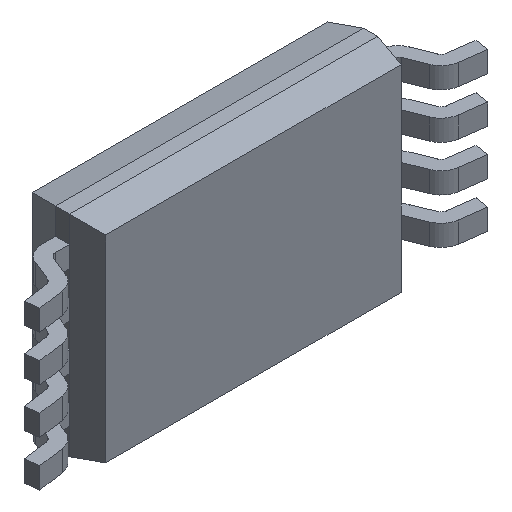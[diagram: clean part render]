
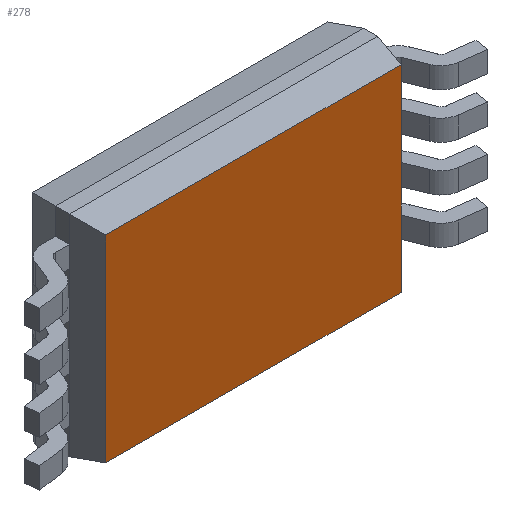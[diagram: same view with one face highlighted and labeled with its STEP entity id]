
A CAD part, isometric view. The second image highlights one B-rep face of the part: STEP entity #278.
In plain terms, the highlighted planar face has unit normal (0, -1, 0).
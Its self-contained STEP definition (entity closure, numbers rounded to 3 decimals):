
#260 = EDGE_LOOP ( 'NONE', ( #279, #307, #315, #318 ) ) ;
#278 = ADVANCED_FACE ( 'NONE', ( #2299 ), #2284, .T. ) ;
#279 = ORIENTED_EDGE ( 'NONE', *, *, #304, .T. ) ;
#304 = EDGE_CURVE ( 'NONE', #305, #306, #2406, .T. ) ;
#305 = VERTEX_POINT ( 'NONE', #2402 ) ;
#306 = VERTEX_POINT ( 'NONE', #2401 ) ;
#307 = ORIENTED_EDGE ( 'NONE', *, *, #308, .T. ) ;
#308 = EDGE_CURVE ( 'NONE', #306, #309, #2400, .T. ) ;
#309 = VERTEX_POINT ( 'NONE', #2396 ) ;
#315 = ORIENTED_EDGE ( 'NONE', *, *, #316, .T. ) ;
#316 = EDGE_CURVE ( 'NONE', #309, #317, #2387, .T. ) ;
#317 = VERTEX_POINT ( 'NONE', #2383 ) ;
#318 = ORIENTED_EDGE ( 'NONE', *, *, #319, .T. ) ;
#319 = EDGE_CURVE ( 'NONE', #317, #305, #2381, .T. ) ;
#2282 = CARTESIAN_POINT ( 'NONE',  ( -2.2, 0.15, -1.5 ) ) ;
#2283 = AXIS2_PLACEMENT_3D ( 'NONE', #2282, #2338, #2337 ) ;
#2284 = PLANE ( 'NONE',  #2283 ) ;
#2299 = FACE_OUTER_BOUND ( 'NONE', #260, .T. ) ;
#2337 = DIRECTION ( 'NONE',  ( 0., 0., -1. ) ) ;
#2338 = DIRECTION ( 'NONE',  ( 0., -1., 0. ) ) ;
#2378 = DIRECTION ( 'NONE',  ( 1., 0., 0. ) ) ;
#2379 = VECTOR ( 'NONE', #2378, 1000. ) ;
#2380 = CARTESIAN_POINT ( 'NONE',  ( 2.2, 0.15, -1.41 ) ) ;
#2381 = LINE ( 'NONE', #2380, #2379 ) ;
#2383 = CARTESIAN_POINT ( 'NONE',  ( -2.11, 0.15, -1.41 ) ) ;
#2384 = DIRECTION ( 'NONE',  ( 0., 0., -1. ) ) ;
#2385 = VECTOR ( 'NONE', #2384, 1000. ) ;
#2386 = CARTESIAN_POINT ( 'NONE',  ( -2.11, 0.15, -1.5 ) ) ;
#2387 = LINE ( 'NONE', #2386, #2385 ) ;
#2396 = CARTESIAN_POINT ( 'NONE',  ( -2.11, 0.15, 1.41 ) ) ;
#2397 = DIRECTION ( 'NONE',  ( -1., 0., 0. ) ) ;
#2398 = VECTOR ( 'NONE', #2397, 1000. ) ;
#2399 = CARTESIAN_POINT ( 'NONE',  ( -2.2, 0.15, 1.41 ) ) ;
#2400 = LINE ( 'NONE', #2399, #2398 ) ;
#2401 = CARTESIAN_POINT ( 'NONE',  ( 2.11, 0.15, 1.41 ) ) ;
#2402 = CARTESIAN_POINT ( 'NONE',  ( 2.11, 0.15, -1.41 ) ) ;
#2403 = DIRECTION ( 'NONE',  ( 0., 0., 1. ) ) ;
#2404 = VECTOR ( 'NONE', #2403, 1000. ) ;
#2405 = CARTESIAN_POINT ( 'NONE',  ( 2.11, 0.15, 1.5 ) ) ;
#2406 = LINE ( 'NONE', #2405, #2404 ) ;
